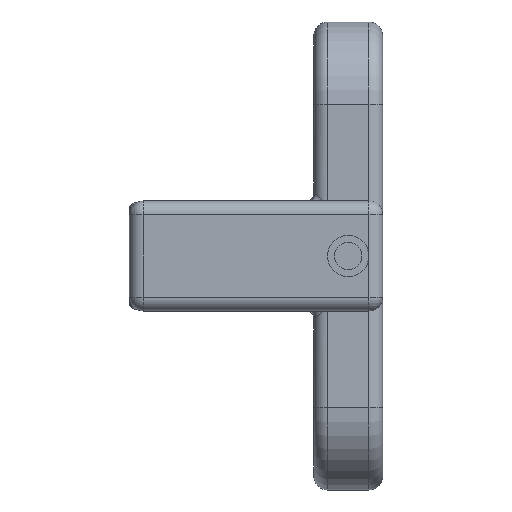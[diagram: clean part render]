
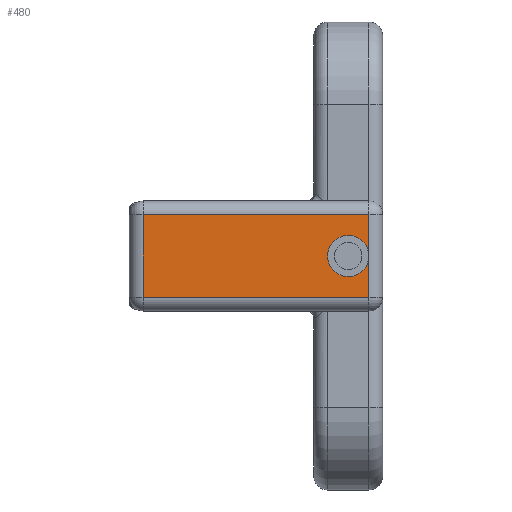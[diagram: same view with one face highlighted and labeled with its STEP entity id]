
A CAD part, front view. The second image highlights one B-rep face of the part: STEP entity #480.
In plain terms, the highlighted planar face has unit normal (0, -1, 0).
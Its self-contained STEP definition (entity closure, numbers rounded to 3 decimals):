
#480=ADVANCED_FACE('',(#1065),#1066,.T.);
#1065=FACE_OUTER_BOUND('',#3311,.T.);
#1066=PLANE('',#3312);
#3311=EDGE_LOOP('',(#4907,#4908,#4909,#4910,#4911,#4912));
#3312=AXIS2_PLACEMENT_3D('',#4913,#4914,#4915);
#4907=ORIENTED_EDGE('',*,*,#6345,.T.);
#4908=ORIENTED_EDGE('',*,*,#6346,.T.);
#4909=ORIENTED_EDGE('',*,*,#6347,.T.);
#4910=ORIENTED_EDGE('',*,*,#6348,.T.);
#4911=ORIENTED_EDGE('',*,*,#6332,.F.);
#4912=ORIENTED_EDGE('',*,*,#6349,.T.);
#4913=CARTESIAN_POINT('',(39.5,-27.0,-20.0));
#4914=DIRECTION('',(0.0,-1.0,0.0));
#4915=DIRECTION('',(1.0,0.0,0.0));
#6332=EDGE_CURVE('',#7215,#7215,#7216,.T.);
#6345=EDGE_CURVE('',#7237,#7238,#7239,.F.);
#6346=EDGE_CURVE('',#7238,#7240,#7241,.F.);
#6347=EDGE_CURVE('',#7240,#6684,#7242,.T.);
#6348=EDGE_CURVE('',#6684,#7215,#7243,.T.);
#6349=EDGE_CURVE('',#7215,#7237,#7244,.T.);
#6684=VERTEX_POINT('',#7650);
#7215=VERTEX_POINT('',#8602);
#7216=CIRCLE('',#8603,7.5);
#7237=VERTEX_POINT('',#8629);
#7238=VERTEX_POINT('',#8630);
#7239=LINE('',#8631,#8632);
#7240=VERTEX_POINT('',#8633);
#7241=LINE('',#8634,#8635);
#7242=LINE('',#8636,#8637);
#7243=LINE('',#8638,#8639);
#7244=LINE('',#8640,#8641);
#7650=CARTESIAN_POINT('',(47.0,-27.0,-15.0));
#8602=CARTESIAN_POINT('',(47.0,-27.0,0.0));
#8603=AXIS2_PLACEMENT_3D('',#9742,#9743,#9744);
#8629=CARTESIAN_POINT('',(47.0,-27.0,15.0));
#8630=CARTESIAN_POINT('',(-35.0,-27.0,15.0));
#8631=CARTESIAN_POINT('',(39.5,-27.0,15.0));
#8632=VECTOR('',#9759,1.0);
#8633=CARTESIAN_POINT('',(-35.0,-27.0,-15.0));
#8634=CARTESIAN_POINT('',(-35.0,-27.0,-20.0));
#8635=VECTOR('',#9760,1.0);
#8636=CARTESIAN_POINT('',(52.0,-27.0,-15.0));
#8637=VECTOR('',#9761,1.0);
#8638=CARTESIAN_POINT('',(47.0,-27.0,-20.0));
#8639=VECTOR('',#9762,1.0);
#8640=CARTESIAN_POINT('',(47.0,-27.0,-20.0));
#8641=VECTOR('',#9763,1.0);
#9742=CARTESIAN_POINT('',(39.5,-27.0,0.0));
#9743=DIRECTION('',(0.0,-1.0,0.0));
#9744=DIRECTION('',(0.0,0.0,-1.0));
#9759=DIRECTION('',(1.0,0.0,0.0));
#9760=DIRECTION('',(0.0,0.0,1.0));
#9761=DIRECTION('',(1.0,0.0,0.0));
#9762=DIRECTION('',(0.0,0.0,1.0));
#9763=DIRECTION('',(0.0,0.0,1.0));
